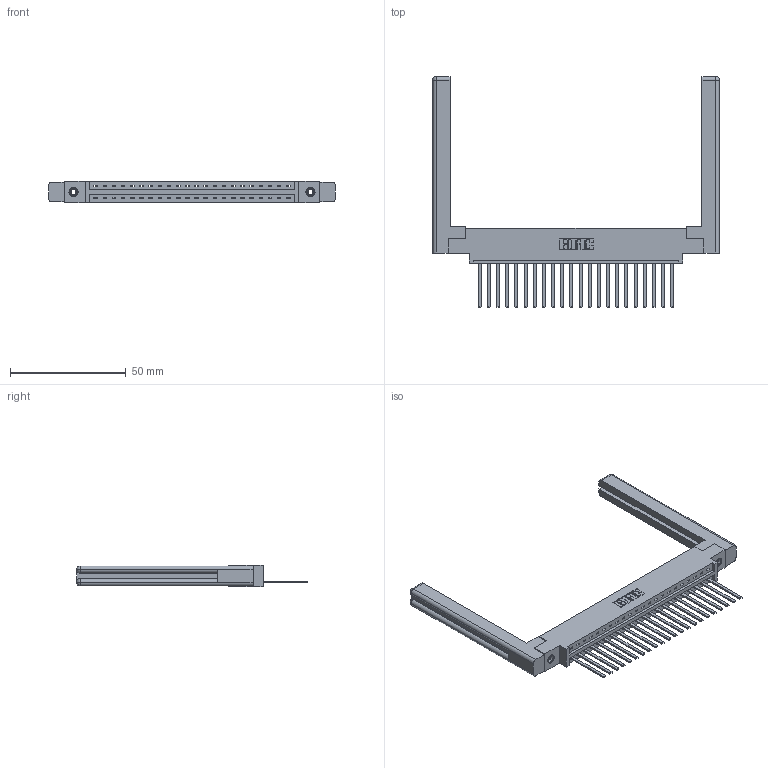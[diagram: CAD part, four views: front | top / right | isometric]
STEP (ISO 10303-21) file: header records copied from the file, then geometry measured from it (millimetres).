
FILE_DESCRIPTION (( 'STEP AP203' ), '1' );
FILE_NAME ('337-022-544-658.STEP', '2019-09-30T14:03:17', ( '' ), ( '' ), 'SwSTEP 2.0', 'SolidWorks 2016', '' );
FILE_SCHEMA (( 'CONFIG_CONTROL_DESIGN' ));
Length unit declared in the file: inch
Products named in the file (5): 337 Part_0.170 Offset - 0.156 Dia-TI; 345-292-001_345-293-144; 307-220-058; 345-250-001_345-250-001-102; 337-022-544-658
Assembly tree (27 placements, depth 2):
  337-022-544-658
    337 Part_0.170 Offset - 0.156 Dia-TI
    345-292-001_345-293-144  x22
    345-250-001_345-250-001-102  x2
    307-220-058  x2
Bounding box: 123.8 x 99.7 x 9.4 mm (x, y, z)
Volume: 19916 mm3; surface area: 19215.9 mm2
Topology: 27 solids, 27 shells, 1492 faces, 4417 edges, 2902 vertices
Faces by surface type: plane 1082, cylinder 386, cone 12, torus 12
Entity records: 21522 total; most frequent: CARTESIAN_POINT 3747, ORIENTED_EDGE 3644, DIRECTION 3210, EDGE_CURVE 1822, VECTOR 1650, LINE 1650, VERTEX_POINT 1206, AXIS2_PLACEMENT_3D 780
